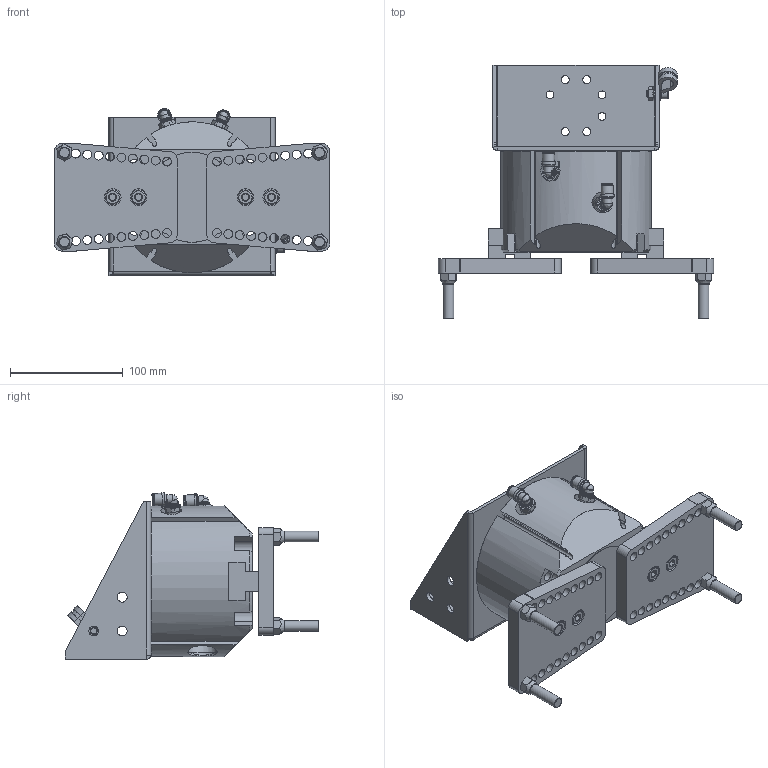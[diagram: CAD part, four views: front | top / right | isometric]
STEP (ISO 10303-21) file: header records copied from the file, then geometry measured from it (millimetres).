
FILE_DESCRIPTION (( 'STEP AP214' ), '1' );
FILE_NAME ('09-0727.STEP', '2024-04-17T16:39:28', ( '' ), ( '' ), 'SwSTEP 2.0', 'SolidWorks 2022', '' );
FILE_SCHEMA (( 'AUTOMOTIVE_DESIGN' ));
Length unit declared in the file: inch
Products named in the file (14): 70-0008; 10000258600_GRIPPER OPEN; 46-0015; 10000016559; 10000258582; 40-1646_40-1646; 10000255126; 10000105593; 59-2040; 70-0007; 40-1632; 10000255127; 09-0727; 10000255556
Assembly tree (22 placements, depth 3):
  09-0727
    10000258582
    10000258600_GRIPPER OPEN
      10000255127
      10000255126  x2
    10000105593  x4
    10000255556  x2
    10000016559  x2
    40-1632
    59-2040
    46-0015
    40-1646_40-1646  x4
    70-0008
    70-0007
Bounding box: 244.35 x 225.54 x 148.39 mm (x, y, z)
Volume: 1421439.7 mm3; surface area: 301223.9 mm2
Topology: 22 solids, 22 shells, 858 faces, 2122 edges, 1369 vertices
Faces by surface type: plane 476, cylinder 238, cone 115, torus 17, bspline 12
Full cylindrical faces by diameter (mm): 3.5 x2, 5.105 x3, 6.1 x4, 6.2 x4, 6.35 x9, 6.917 x4, 7 x7, 7.55 x2, 7.6 x2, 7.937 x16, 7.938 x28, 8 x5, 8.376 x4, 8.4 x6, 8.5 x4, 8.738 x6, 9.017 x1, 9.525 x6, 9.796 x2, 10 x2, 10.45 x2, 10.85 x2, 11 x7, 11.358 x2, 13 x4, 14.732 x1, 15 x4, 26.314 x2, 70 x1, 80 x1
Entity records: 23312 total; most frequent: CARTESIAN_POINT 4959, DIRECTION 2871, ORIENTED_EDGE 2748, EDGE_CURVE 1374, AXIS2_PLACEMENT_3D 1027, VERTEX_POINT 977, EDGE_LOOP 891, VECTOR 817
